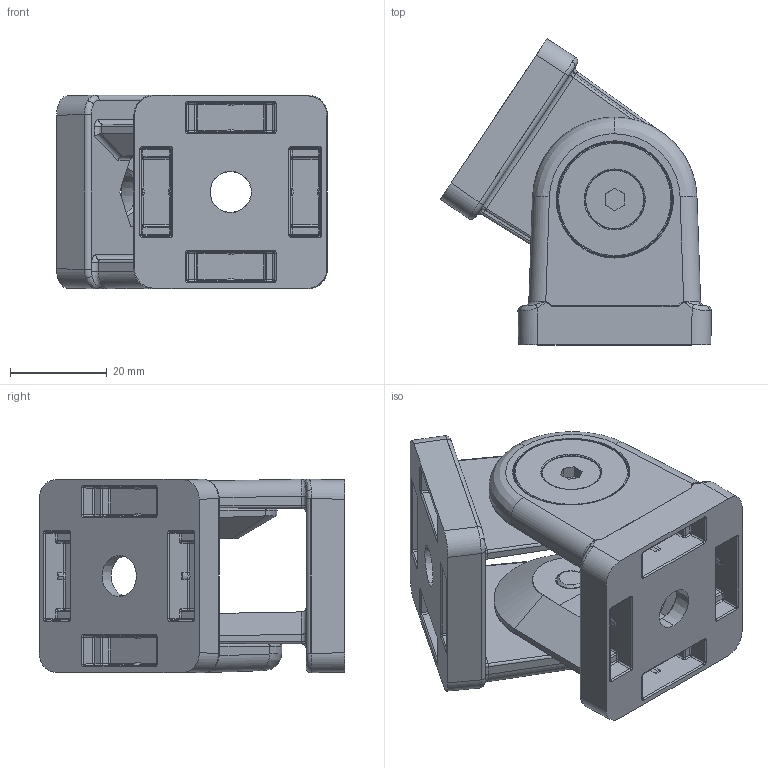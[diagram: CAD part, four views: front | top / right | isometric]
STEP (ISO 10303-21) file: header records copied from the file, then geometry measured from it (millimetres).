
FILE_DESCRIPTION (( 'STEP AP203' ), '1' );
FILE_NAME ('204532235_c_1.STEP', '2023-03-01T03:22:11', ( '' ), ( '' ), 'SwSTEP 2.0', 'SolidWorks 2014', '' );
FILE_SCHEMA (( 'CONFIG_CONTROL_DESIGN' ));
Length unit declared in the file: millimetre
Products named in the file (5): Gelenk 40 lackiert N10 Element 1; 204532235_c_1; Gelenk 40 Gleitscheibe; Gelenk 40 N10 Lager; DIN 7991 - M6x12
Assembly tree (8 placements, depth 2):
  204532235_c_1
    DIN 7991 - M6x12  x2
    Gelenk 40 N10 Lager  x2
    Gelenk 40 Gleitscheibe  x2
    Gelenk 40 lackiert N10 Element 1  x2
Bounding box: 55.96 x 63.15 x 40.02 mm (x, y, z)
Volume: 41861.4 mm3; surface area: 25720.5 mm2
Topology: 8 solids, 8 shells, 1046 faces, 2394 edges, 1358 vertices
Faces by surface type: cylinder 408, bspline 374, plane 198, cone 58, torus 8
Entity records: 19833 total; most frequent: CARTESIAN_POINT 8577, ORIENTED_EDGE 2362, DIRECTION 2060, EDGE_CURVE 1181, AXIS2_PLACEMENT_3D 813, VERTEX_POINT 679, EDGE_LOOP 546, ADVANCED_FACE 523
